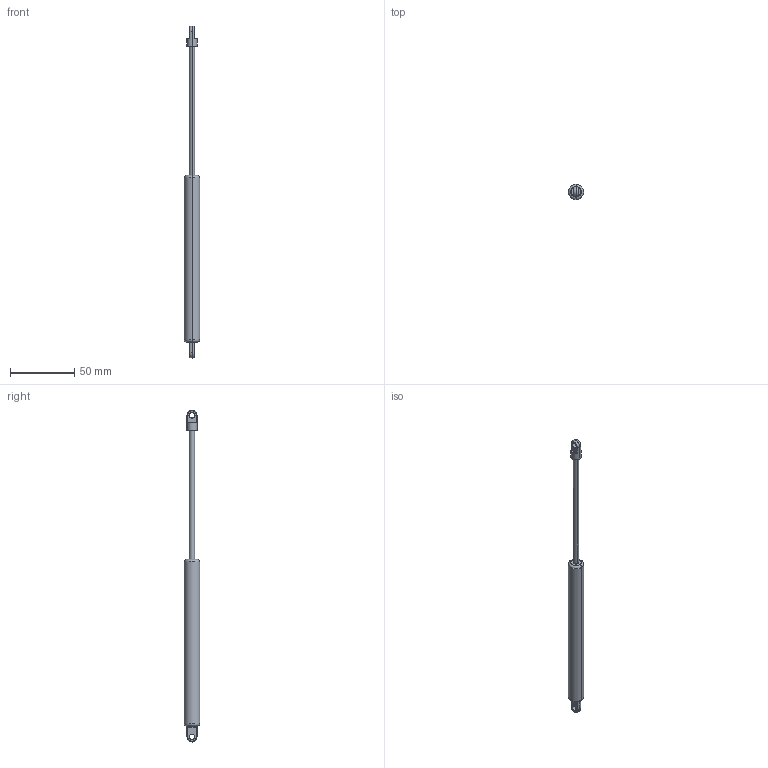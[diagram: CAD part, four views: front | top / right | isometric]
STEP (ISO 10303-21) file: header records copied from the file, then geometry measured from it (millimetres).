
FILE_DESCRIPTION (( 'STEP AP203' ), '1' );
FILE_NAME ('4253N131_Gas Spring with Eyelet Fittings.STEP', '2023-09-20T15:35:55', ( 'Administrator' ), ( 'Managed by Terraform' ), 'SwSTEP 2.0', 'SolidWorks 2017', '' );
FILE_SCHEMA (( 'CONFIG_CONTROL_DESIGN' ));
Length unit declared in the file: inch
Products named in the file (1): 4253N131_Gas Spring with Eyelet Fittings
Bounding box: 11.94 x 11.94 x 257.81 mm (x, y, z)
Volume: 16554.6 mm3; surface area: 7244.6 mm2
Topology: 4 solids, 4 shells, 83 faces, 178 edges, 106 vertices
Faces by surface type: cylinder 28, torus 20, plane 17, bspline 8, cone 6, sphere 4
Entity records: 2557 total; most frequent: CARTESIAN_POINT 644, DIRECTION 430, ORIENTED_EDGE 356, AXIS2_PLACEMENT_3D 192, EDGE_CURVE 178, CIRCLE 116, VERTEX_POINT 106, EDGE_LOOP 90
